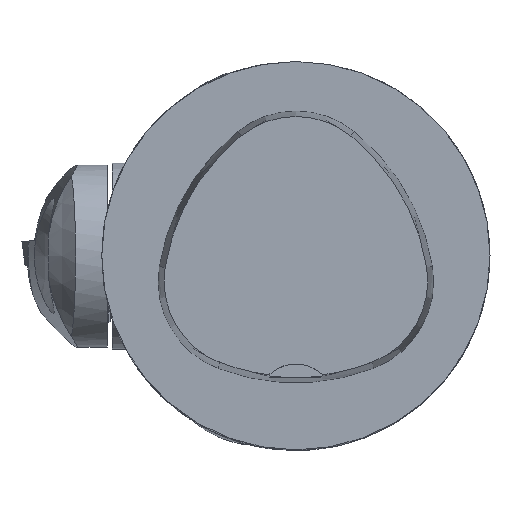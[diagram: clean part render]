
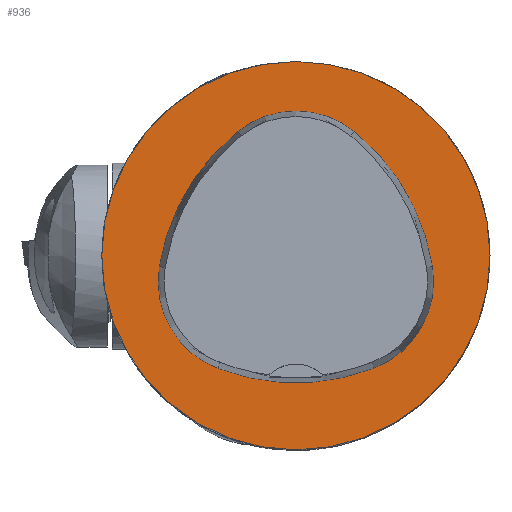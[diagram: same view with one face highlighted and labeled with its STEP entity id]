
A CAD part, top view. The second image highlights one B-rep face of the part: STEP entity #936.
In plain terms, the highlighted planar face has unit normal (0, 0, 1).
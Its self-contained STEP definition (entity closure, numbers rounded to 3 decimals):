
#371=FACE_BOUND('',#1964,.T.);
#372=FACE_BOUND('',#1965,.T.);
#481=CIRCLE('',#6866,25.);
#484=CIRCLE('',#6883,28.);
#486=CIRCLE('',#6886,12.);
#488=CIRCLE('',#6889,28.);
#490=CIRCLE('',#6892,12.);
#494=CIRCLE('',#6897,28.);
#496=CIRCLE('',#6900,12.);
#936=ADVANCED_FACE('',(#371,#372),#1306,.T.);
#1306=PLANE('',#6905);
#1964=EDGE_LOOP('',(#2484,#2485,#2486,#2487,#2488,#2489));
#1965=EDGE_LOOP('',(#2490));
#2484=ORIENTED_EDGE('',*,*,#4996,.T.);
#2485=ORIENTED_EDGE('',*,*,#4976,.T.);
#2486=ORIENTED_EDGE('',*,*,#4980,.T.);
#2487=ORIENTED_EDGE('',*,*,#4983,.T.);
#2488=ORIENTED_EDGE('',*,*,#4986,.T.);
#2489=ORIENTED_EDGE('',*,*,#4994,.T.);
#2490=ORIENTED_EDGE('',*,*,#4945,.F.);
#4296=VERTEX_POINT('',#9291);
#4327=VERTEX_POINT('',#9445);
#4328=VERTEX_POINT('',#9446);
#4331=VERTEX_POINT('',#9454);
#4333=VERTEX_POINT('',#9460);
#4335=VERTEX_POINT('',#9466);
#4342=VERTEX_POINT('',#9487);
#4945=EDGE_CURVE('',#4296,#4296,#481,.T.);
#4976=EDGE_CURVE('',#4327,#4328,#484,.T.);
#4980=EDGE_CURVE('',#4328,#4331,#486,.T.);
#4983=EDGE_CURVE('',#4331,#4333,#488,.T.);
#4986=EDGE_CURVE('',#4333,#4335,#490,.T.);
#4994=EDGE_CURVE('',#4335,#4342,#494,.T.);
#4996=EDGE_CURVE('',#4342,#4327,#496,.T.);
#6866=AXIS2_PLACEMENT_3D('',#9290,#7557,#7558);
#6883=AXIS2_PLACEMENT_3D('',#9444,#7603,#7604);
#6886=AXIS2_PLACEMENT_3D('',#9453,#7611,#7612);
#6889=AXIS2_PLACEMENT_3D('',#9459,#7618,#7619);
#6892=AXIS2_PLACEMENT_3D('',#9465,#7625,#7626);
#6897=AXIS2_PLACEMENT_3D('',#9488,#7637,#7638);
#6900=AXIS2_PLACEMENT_3D('',#9491,#7643,#7644);
#6905=AXIS2_PLACEMENT_3D('',#9496,#7653,#7654);
#7557=DIRECTION('',(0.,0.,-1.));
#7558=DIRECTION('',(-1.,0.,0.));
#7603=DIRECTION('',(0.,0.,-1.));
#7604=DIRECTION('',(-1.,0.,0.));
#7611=DIRECTION('',(0.,0.,-1.));
#7612=DIRECTION('',(-1.,0.,0.));
#7618=DIRECTION('',(0.,0.,-1.));
#7619=DIRECTION('',(-1.,0.,0.));
#7625=DIRECTION('',(0.,0.,-1.));
#7626=DIRECTION('',(-1.,0.,0.));
#7637=DIRECTION('',(0.,0.,-1.));
#7638=DIRECTION('',(-1.,0.,0.));
#7643=DIRECTION('',(0.,0.,-1.));
#7644=DIRECTION('',(-1.,0.,0.));
#7653=DIRECTION('',(0.,0.,1.));
#7654=DIRECTION('',(1.,0.,0.));
#9290=CARTESIAN_POINT('',(0.,0.,0.));
#9291=CARTESIAN_POINT('',(-25.,0.,0.));
#9444=CARTESIAN_POINT('',(10.068,-5.824,0.));
#9445=CARTESIAN_POINT('',(-17.584,-1.424,0.));
#9446=CARTESIAN_POINT('',(-7.531,15.953,0.));
#9453=CARTESIAN_POINT('',(0.011,6.62,0.));
#9454=CARTESIAN_POINT('',(7.567,15.942,0.));
#9459=CARTESIAN_POINT('',(-10.063,-5.81,0.));
#9460=CARTESIAN_POINT('',(17.59,-1.418,0.));
#9465=CARTESIAN_POINT('',(5.739,-3.3,0.));
#9466=CARTESIAN_POINT('',(10.05,-14.499,0.));
#9487=CARTESIAN_POINT('',(-10.025,-14.516,0.));
#9488=CARTESIAN_POINT('',(-0.01,11.631,0.));
#9491=CARTESIAN_POINT('',(-5.733,-3.31,0.));
#9496=CARTESIAN_POINT('',(0.,0.,0.));
